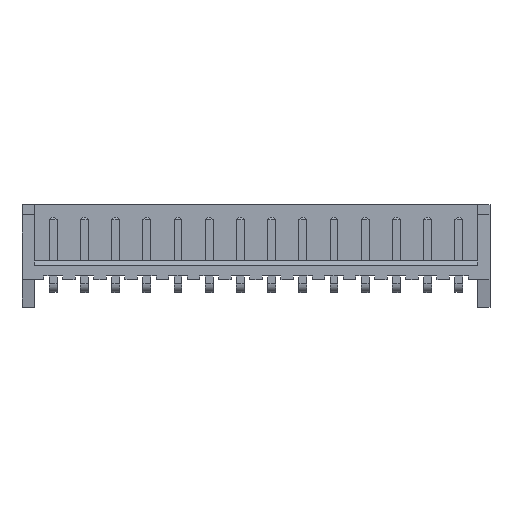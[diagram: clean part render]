
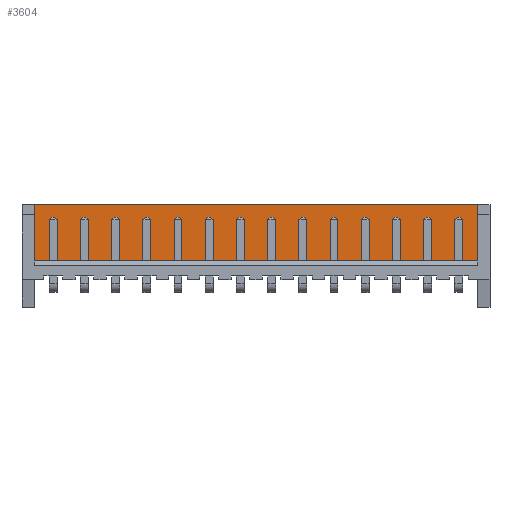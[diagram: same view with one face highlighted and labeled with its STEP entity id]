
A CAD part, top view. The second image highlights one B-rep face of the part: STEP entity #3604.
In plain terms, the highlighted planar face has unit normal (0, 0, 1).
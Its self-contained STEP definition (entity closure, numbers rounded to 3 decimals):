
#70 = PLANE('',#71);
#71 = AXIS2_PLACEMENT_3D('',#72,#73,#74);
#72 = CARTESIAN_POINT('',(-2.5,6.7,2.2));
#73 = DIRECTION('',(0.,-1.,0.));
#74 = DIRECTION('',(0.,0.,-1.));
#124 = PLANE('',#125);
#125 = AXIS2_PLACEMENT_3D('',#126,#127,#128);
#126 = CARTESIAN_POINT('',(34.,2.2,2.6));
#127 = DIRECTION('',(0.,-1.,0.));
#128 = DIRECTION('',(-1.,0.,0.));
#470 = VERTEX_POINT('',#471);
#471 = CARTESIAN_POINT('',(-2.05,2.2,0.85));
#485 = PLANE('',#486);
#486 = AXIS2_PLACEMENT_3D('',#487,#488,#489);
#487 = CARTESIAN_POINT('',(-2.05,6.7,0.85));
#488 = DIRECTION('',(-1.,0.,0.));
#489 = DIRECTION('',(0.,0.,1.));
#497 = EDGE_CURVE('',#498,#470,#500,.T.);
#498 = VERTEX_POINT('',#499);
#499 = CARTESIAN_POINT('',(34.55,2.2,0.85));
#500 = SURFACE_CURVE('',#501,(#505,#512),.PCURVE_S1.);
#501 = LINE('',#502,#503);
#502 = CARTESIAN_POINT('',(34.55,2.2,0.85));
#503 = VECTOR('',#504,1.);
#504 = DIRECTION('',(-1.,0.,0.));
#505 = PCURVE('',#124,#506);
#506 = DEFINITIONAL_REPRESENTATION('',(#507),#511);
#507 = LINE('',#508,#509);
#508 = CARTESIAN_POINT('',(-0.55,1.75));
#509 = VECTOR('',#510,1.);
#510 = DIRECTION('',(1.,0.));
#511 = ( GEOMETRIC_REPRESENTATION_CONTEXT(2)
PARAMETRIC_REPRESENTATION_CONTEXT() REPRESENTATION_CONTEXT('2D SPACE',''
) );
#512 = PCURVE('',#513,#518);
#513 = PLANE('',#514);
#514 = AXIS2_PLACEMENT_3D('',#515,#516,#517);
#515 = CARTESIAN_POINT('',(34.55,6.7,0.85));
#516 = DIRECTION('',(0.,0.,-1.));
#517 = DIRECTION('',(-1.,0.,0.));
#518 = DEFINITIONAL_REPRESENTATION('',(#519),#523);
#519 = LINE('',#520,#521);
#520 = CARTESIAN_POINT('',(0.,-4.5));
#521 = VECTOR('',#522,1.);
#522 = DIRECTION('',(1.,0.));
#523 = ( GEOMETRIC_REPRESENTATION_CONTEXT(2)
PARAMETRIC_REPRESENTATION_CONTEXT() REPRESENTATION_CONTEXT('2D SPACE',''
) );
#541 = PLANE('',#542);
#542 = AXIS2_PLACEMENT_3D('',#543,#544,#545);
#543 = CARTESIAN_POINT('',(34.55,6.7,1.35));
#544 = DIRECTION('',(1.,0.,0.));
#545 = DIRECTION('',(0.,0.,-1.));
#2480 = VERTEX_POINT('',#2481);
#2481 = CARTESIAN_POINT('',(-2.05,6.7,0.85));
#2502 = EDGE_CURVE('',#2503,#2480,#2505,.T.);
#2503 = VERTEX_POINT('',#2504);
#2504 = CARTESIAN_POINT('',(34.55,6.7,0.85));
#2505 = SURFACE_CURVE('',#2506,(#2510,#2517),.PCURVE_S1.);
#2506 = LINE('',#2507,#2508);
#2507 = CARTESIAN_POINT('',(34.55,6.7,0.85));
#2508 = VECTOR('',#2509,1.);
#2509 = DIRECTION('',(-1.,0.,0.));
#2510 = PCURVE('',#70,#2511);
#2511 = DEFINITIONAL_REPRESENTATION('',(#2512),#2516);
#2512 = LINE('',#2513,#2514);
#2513 = CARTESIAN_POINT('',(1.35,37.05));
#2514 = VECTOR('',#2515,1.);
#2515 = DIRECTION('',(0.,-1.));
#2516 = ( GEOMETRIC_REPRESENTATION_CONTEXT(2)
PARAMETRIC_REPRESENTATION_CONTEXT() REPRESENTATION_CONTEXT('2D SPACE',''
) );
#2517 = PCURVE('',#513,#2518);
#2518 = DEFINITIONAL_REPRESENTATION('',(#2519),#2523);
#2519 = LINE('',#2520,#2521);
#2520 = CARTESIAN_POINT('',(0.,0.));
#2521 = VECTOR('',#2522,1.);
#2522 = DIRECTION('',(1.,0.));
#2523 = ( GEOMETRIC_REPRESENTATION_CONTEXT(2)
PARAMETRIC_REPRESENTATION_CONTEXT() REPRESENTATION_CONTEXT('2D SPACE',''
) );
#3558 = EDGE_CURVE('',#2503,#498,#3559,.T.);
#3559 = SURFACE_CURVE('',#3560,(#3564,#3571),.PCURVE_S1.);
#3560 = LINE('',#3561,#3562);
#3561 = CARTESIAN_POINT('',(34.55,6.7,0.85));
#3562 = VECTOR('',#3563,1.);
#3563 = DIRECTION('',(0.,-1.,0.));
#3564 = PCURVE('',#541,#3565);
#3565 = DEFINITIONAL_REPRESENTATION('',(#3566),#3570);
#3566 = LINE('',#3567,#3568);
#3567 = CARTESIAN_POINT('',(0.5,0.));
#3568 = VECTOR('',#3569,1.);
#3569 = DIRECTION('',(0.,-1.));
#3570 = ( GEOMETRIC_REPRESENTATION_CONTEXT(2)
PARAMETRIC_REPRESENTATION_CONTEXT() REPRESENTATION_CONTEXT('2D SPACE',''
) );
#3571 = PCURVE('',#513,#3572);
#3572 = DEFINITIONAL_REPRESENTATION('',(#3573),#3577);
#3573 = LINE('',#3574,#3575);
#3574 = CARTESIAN_POINT('',(0.,0.));
#3575 = VECTOR('',#3576,1.);
#3576 = DIRECTION('',(0.,-1.));
#3577 = ( GEOMETRIC_REPRESENTATION_CONTEXT(2)
PARAMETRIC_REPRESENTATION_CONTEXT() REPRESENTATION_CONTEXT('2D SPACE',''
) );
#3604 = ADVANCED_FACE('',(#3605),#513,.F.);
#3605 = FACE_BOUND('',#3606,.F.);
#3606 = EDGE_LOOP('',(#3607,#3608,#3609,#3630));
#3607 = ORIENTED_EDGE('',*,*,#3558,.T.);
#3608 = ORIENTED_EDGE('',*,*,#497,.T.);
#3609 = ORIENTED_EDGE('',*,*,#3610,.F.);
#3610 = EDGE_CURVE('',#2480,#470,#3611,.T.);
#3611 = SURFACE_CURVE('',#3612,(#3616,#3623),.PCURVE_S1.);
#3612 = LINE('',#3613,#3614);
#3613 = CARTESIAN_POINT('',(-2.05,6.7,0.85));
#3614 = VECTOR('',#3615,1.);
#3615 = DIRECTION('',(0.,-1.,0.));
#3616 = PCURVE('',#513,#3617);
#3617 = DEFINITIONAL_REPRESENTATION('',(#3618),#3622);
#3618 = LINE('',#3619,#3620);
#3619 = CARTESIAN_POINT('',(36.6,0.));
#3620 = VECTOR('',#3621,1.);
#3621 = DIRECTION('',(0.,-1.));
#3622 = ( GEOMETRIC_REPRESENTATION_CONTEXT(2)
PARAMETRIC_REPRESENTATION_CONTEXT() REPRESENTATION_CONTEXT('2D SPACE',''
) );
#3623 = PCURVE('',#485,#3624);
#3624 = DEFINITIONAL_REPRESENTATION('',(#3625),#3629);
#3625 = LINE('',#3626,#3627);
#3626 = CARTESIAN_POINT('',(0.,0.));
#3627 = VECTOR('',#3628,1.);
#3628 = DIRECTION('',(0.,-1.));
#3629 = ( GEOMETRIC_REPRESENTATION_CONTEXT(2)
PARAMETRIC_REPRESENTATION_CONTEXT() REPRESENTATION_CONTEXT('2D SPACE',''
) );
#3630 = ORIENTED_EDGE('',*,*,#2502,.F.);
